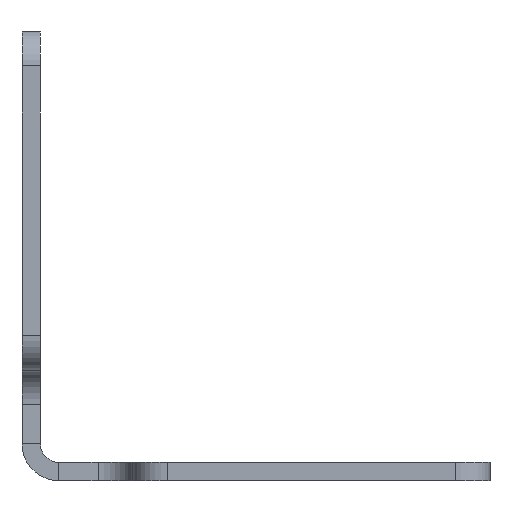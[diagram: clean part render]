
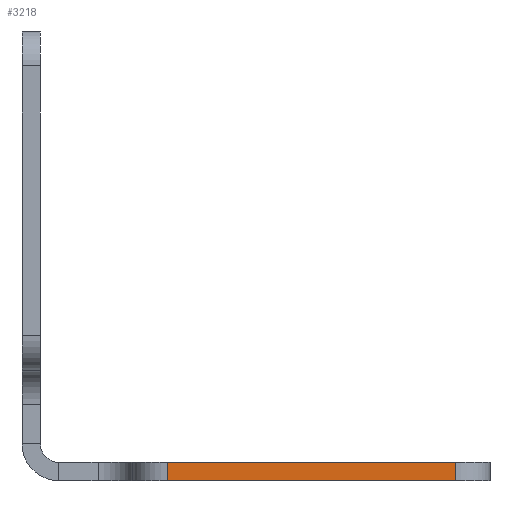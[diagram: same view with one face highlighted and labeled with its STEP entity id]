
A CAD part, front view. The second image highlights one B-rep face of the part: STEP entity #3218.
In plain terms, the highlighted planar face has unit normal (0, -1, 0).
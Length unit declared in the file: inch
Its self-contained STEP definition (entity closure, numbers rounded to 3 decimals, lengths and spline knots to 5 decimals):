
#967=DIRECTION('',(0.,0.,-1.));
#968=VECTOR('',#967,0.10472);
#969=CARTESIAN_POINT('',(0.82677,0.,0.10472));
#970=LINE('',#969,#968);
#971=DIRECTION('',(-1.,0.,0.));
#972=VECTOR('',#971,1.64173);
#973=CARTESIAN_POINT('',(2.4685,0.,0.10472));
#974=LINE('',#973,#972);
#975=DIRECTION('',(0.,0.,-1.));
#976=VECTOR('',#975,0.10472);
#977=CARTESIAN_POINT('',(2.4685,0.,0.10472));
#978=LINE('',#977,#976);
#979=DIRECTION('',(-1.,0.,0.));
#980=VECTOR('',#979,1.64173);
#981=CARTESIAN_POINT('',(2.4685,0.,0.));
#982=LINE('',#981,#980);
#1997=CARTESIAN_POINT('',(0.82677,0.,0.));
#1999=VERTEX_POINT('',#1997);
#2003=CARTESIAN_POINT('',(0.82677,0.,0.10472));
#2004=VERTEX_POINT('',#2003);
#2006=CARTESIAN_POINT('',(2.4685,0.,0.));
#2008=VERTEX_POINT('',#2006);
#2009=CARTESIAN_POINT('',(2.4685,0.,0.10472));
#2010=VERTEX_POINT('',#2009);
#3206=CARTESIAN_POINT('',(1.4374,0.,0.05236));
#3207=DIRECTION('',(0.,-1.,0.));
#3208=DIRECTION('',(-1.,0.,0.));
#3209=AXIS2_PLACEMENT_3D('',#3206,#3207,#3208);
#3210=PLANE('',#3209);
#3212=ORIENTED_EDGE('',*,*,#3211,.F.);
#3213=ORIENTED_EDGE('',*,*,#2890,.F.);
#3214=ORIENTED_EDGE('',*,*,#3199,.T.);
#3215=ORIENTED_EDGE('',*,*,#2578,.T.);
#3216=EDGE_LOOP('',(#3212,#3213,#3214,#3215));
#3217=FACE_OUTER_BOUND('',#3216,.F.);
#3218=ADVANCED_FACE('',(#3217),#3210,.T.);
#2578=EDGE_CURVE('',#2008,#1999,#982,.T.);
#2890=EDGE_CURVE('',#2010,#2004,#974,.T.);
#3199=EDGE_CURVE('',#2010,#2008,#978,.T.);
#3211=EDGE_CURVE('',#2004,#1999,#970,.T.);
